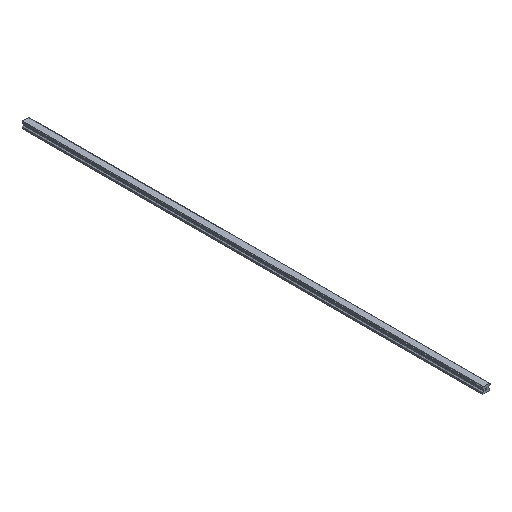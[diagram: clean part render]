
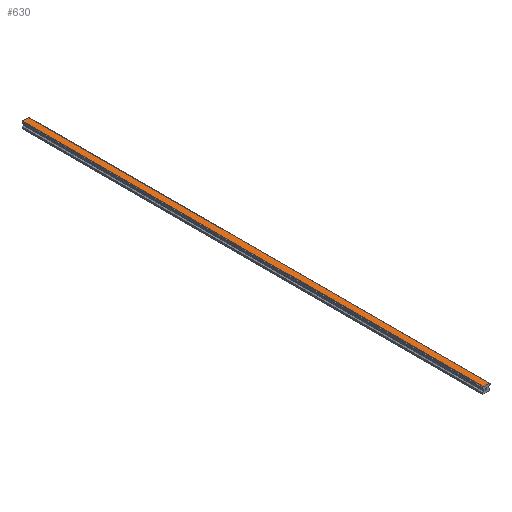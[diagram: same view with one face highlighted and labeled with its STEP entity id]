
A CAD part, isometric view. The second image highlights one B-rep face of the part: STEP entity #630.
In plain terms, the highlighted planar face has unit normal (0, 0, 1).
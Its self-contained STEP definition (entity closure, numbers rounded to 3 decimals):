
#630=ADVANCED_FACE('',(#1283),#1284,.T.);
#1283=FACE_OUTER_BOUND('',#1978,.T.);
#1284=PLANE('',#1979);
#1978=EDGE_LOOP('',(#3770,#3771,#3772,#3773));
#1979=AXIS2_PLACEMENT_3D('',#3774,#3775,#3776);
#3770=ORIENTED_EDGE('',*,*,#4556,.T.);
#3771=ORIENTED_EDGE('',*,*,#4734,.F.);
#3772=ORIENTED_EDGE('',*,*,#4418,.T.);
#3773=ORIENTED_EDGE('',*,*,#4732,.T.);
#3774=CARTESIAN_POINT('',(0.,2020.0,29.));
#3775=DIRECTION('',(0.0,0.0,1.0));
#3776=DIRECTION('',(-1.0,0.0,0.0));
#4418=EDGE_CURVE('',#5405,#5403,#5406,.T.);
#4556=EDGE_CURVE('',#5636,#5634,#5637,.T.);
#4732=EDGE_CURVE('',#5403,#5636,#5835,.T.);
#4734=EDGE_CURVE('',#5405,#5634,#5837,.T.);
#5403=VERTEX_POINT('',#6737);
#5405=VERTEX_POINT('',#6740);
#5406=LINE('',#6741,#6742);
#5634=VERTEX_POINT('',#7060);
#5636=VERTEX_POINT('',#7063);
#5637=LINE('',#7064,#7065);
#5835=LINE('',#7299,#7300);
#5837=LINE('',#7302,#7303);
#6737=CARTESIAN_POINT('',(-13.251,2020.0,29.));
#6740=CARTESIAN_POINT('',(13.251,2020.0,29.));
#6741=CARTESIAN_POINT('',(13.251,2020.0,29.));
#6742=VECTOR('',#7799,1.0);
#7060=CARTESIAN_POINT('',(13.251,0.0,29.));
#7063=CARTESIAN_POINT('',(-13.251,0.0,29.));
#7064=CARTESIAN_POINT('',(13.251,0.0,29.));
#7065=VECTOR('',#7957,1.0);
#7299=CARTESIAN_POINT('',(-13.251,2020.0,29.));
#7300=VECTOR('',#8183,1.0);
#7302=CARTESIAN_POINT('',(13.251,2020.0,29.));
#7303=VECTOR('',#8184,1.0);
#7799=DIRECTION('',(-1.0,0.0,0.0));
#7957=DIRECTION('',(1.0,0.0,0.0));
#8183=DIRECTION('',(0.0,-1.0,0.0));
#8184=DIRECTION('',(0.0,-1.0,0.0));
